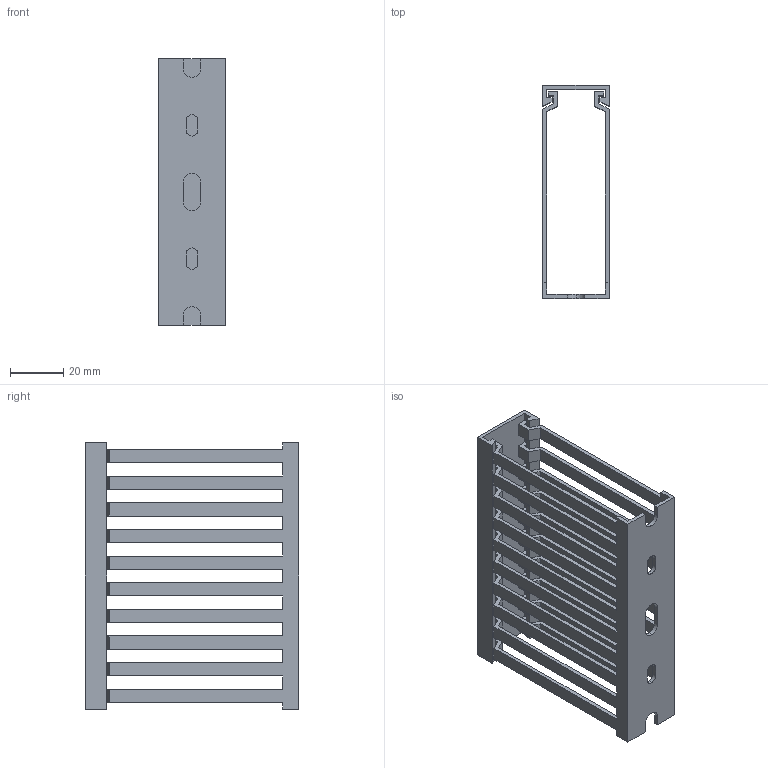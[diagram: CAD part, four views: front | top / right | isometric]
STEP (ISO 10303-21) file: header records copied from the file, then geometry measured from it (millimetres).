
FILE_DESCRIPTION (( 'STEP AP214' ), '1' );
FILE_NAME ('0.0.0.5.51030.STEP', '2019-10-02T05:55:19', ( '' ), ( '' ), 'SwSTEP 2.0', 'SolidWorks 2019', '' );
FILE_SCHEMA (( 'AUTOMOTIVE_DESIGN' ));
Length unit declared in the file: millimetre
Products named in the file (1): 0.0.0.5.51030
Bounding box: 25 x 80 x 100 mm (x, y, z)
Volume: 22542.6 mm3; surface area: 35211 mm2
Topology: 2 solids, 2 shells, 248 faces, 732 edges, 488 vertices
Faces by surface type: plane 236, cylinder 12
Entity records: 8175 total; most frequent: CARTESIAN_POINT 1469, ORIENTED_EDGE 1464, DIRECTION 1254, EDGE_CURVE 732, VECTOR 708, LINE 708, VERTEX_POINT 488, AXIS2_PLACEMENT_3D 273
